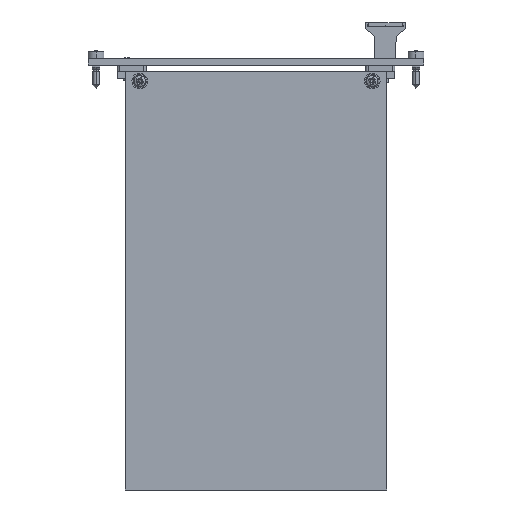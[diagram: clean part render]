
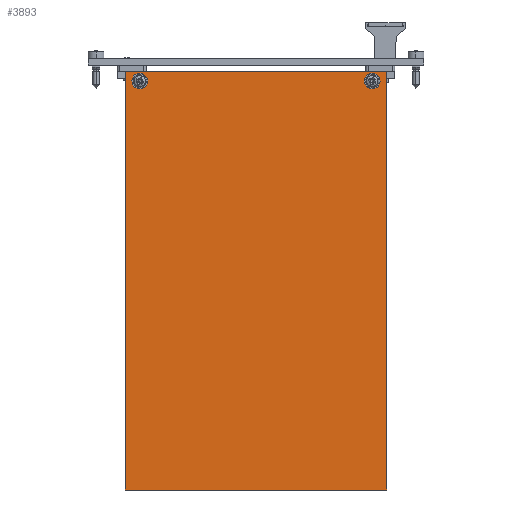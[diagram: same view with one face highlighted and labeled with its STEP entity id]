
A CAD part, left-side view. The second image highlights one B-rep face of the part: STEP entity #3893.
In plain terms, the highlighted planar face has unit normal (-1, 0, 0).
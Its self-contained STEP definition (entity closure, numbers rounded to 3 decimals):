
#3893=ADVANCED_FACE('Fl_che2',(#7833,#7834,#7835),#7836,.F.);
#7833=FACE_OUTER_BOUND('',#11965,.T.);
#7834=FACE_BOUND('',#11966,.T.);
#7835=FACE_BOUND('',#11967,.T.);
#7836=PLANE('',#11968);
#11965=EDGE_LOOP('',(#23730,#23731,#23732,#23733));
#11966=EDGE_LOOP('',(#23734,#23735));
#11967=EDGE_LOOP('',(#23736,#23737));
#11968=AXIS2_PLACEMENT_3D('',#23738,#23739,#23740);
#23730=ORIENTED_EDGE('',*,*,#28474,.F.);
#23731=ORIENTED_EDGE('',*,*,#28479,.F.);
#23732=ORIENTED_EDGE('',*,*,#28483,.F.);
#23733=ORIENTED_EDGE('',*,*,#28486,.F.);
#23734=ORIENTED_EDGE('',*,*,#28488,.T.);
#23735=ORIENTED_EDGE('',*,*,#28462,.T.);
#23736=ORIENTED_EDGE('',*,*,#28489,.T.);
#23737=ORIENTED_EDGE('',*,*,#28467,.T.);
#23738=CARTESIAN_POINT('',(-5.15,11.2,-162.53));
#23739=DIRECTION('',(1.0,0.0,0.0));
#23740=DIRECTION('',(0.0,1.0,0.0));
#28462=EDGE_CURVE('Kante1',#35312,#35313,#35314,.T.);
#28467=EDGE_CURVE('NONE',#35321,#35322,#35323,.T.);
#28474=EDGE_CURVE('Kante6',#35333,#35335,#35336,.T.);
#28479=EDGE_CURVE('NONE',#35341,#35333,#35343,.T.);
#28483=EDGE_CURVE('NONE',#35347,#35341,#35349,.T.);
#28486=EDGE_CURVE('NONE',#35335,#35347,#35352,.T.);
#28488=EDGE_CURVE('Kante1',#35313,#35312,#35354,.T.);
#28489=EDGE_CURVE('NONE',#35322,#35321,#35355,.T.);
#35312=VERTEX_POINT('NONE',#49458);
#35313=VERTEX_POINT('NONE',#49459);
#35314=CIRCLE('',#49460,1.4);
#35321=VERTEX_POINT('NONE',#49469);
#35322=VERTEX_POINT('NONE',#49470);
#35323=CIRCLE('',#49471,1.4);
#35333=VERTEX_POINT('NONE',#49484);
#35335=VERTEX_POINT('NONE',#49487);
#35336=LINE('',#49488,#49489);
#35341=VERTEX_POINT('NONE',#49496);
#35343=LINE('',#49499,#49500);
#35347=VERTEX_POINT('NONE',#49505);
#35349=LINE('',#49508,#49509);
#35352=LINE('',#49513,#49514);
#35354=CIRCLE('',#49516,1.4);
#35355=CIRCLE('',#49517,1.4);
#49458=CARTESIAN_POINT('',(-5.15,105.65,-4.7));
#49459=CARTESIAN_POINT('',(-5.15,105.65,-7.5));
#49460=AXIS2_PLACEMENT_3D('',#54214,#54215,#54216);
#49469=CARTESIAN_POINT('',(-5.15,16.75,-4.7));
#49470=CARTESIAN_POINT('',(-5.15,16.75,-7.5));
#49471=AXIS2_PLACEMENT_3D('',#54222,#54223,#54224);
#49484=CARTESIAN_POINT('',(-5.15,11.2,-162.53));
#49487=CARTESIAN_POINT('',(-5.15,111.2,-162.53));
#49488=CARTESIAN_POINT('',(-5.15,111.2,-162.53));
#49489=VECTOR('',#54232,1000.0);
#49496=CARTESIAN_POINT('',(-5.15,11.2,-2.53));
#49499=CARTESIAN_POINT('',(-5.15,11.2,-2.53));
#49500=VECTOR('',#54236,1000.0);
#49505=CARTESIAN_POINT('',(-5.15,111.2,-2.53));
#49508=CARTESIAN_POINT('',(-5.15,111.2,-2.53));
#49509=VECTOR('',#54239,1000.0);
#49513=CARTESIAN_POINT('',(-5.15,111.2,-2.53));
#49514=VECTOR('',#54241,1000.0);
#49516=AXIS2_PLACEMENT_3D('',#54242,#54243,#54244);
#49517=AXIS2_PLACEMENT_3D('',#54245,#54246,#54247);
#54214=CARTESIAN_POINT('',(-5.15,105.65,-6.1));
#54215=DIRECTION('',(1.0,0.0,0.0));
#54216=DIRECTION('',(0.0,0.0,-1.0));
#54222=CARTESIAN_POINT('',(-5.15,16.75,-6.1));
#54223=DIRECTION('',(1.0,0.0,0.0));
#54224=DIRECTION('',(0.0,0.0,-1.0));
#54232=DIRECTION('',(0.0,1.0,0.0));
#54236=DIRECTION('',(0.0,0.0,-1.0));
#54239=DIRECTION('',(0.0,-1.0,0.));
#54241=DIRECTION('',(0.0,0.0,1.0));
#54242=CARTESIAN_POINT('',(-5.15,105.65,-6.1));
#54243=DIRECTION('',(1.0,0.0,0.0));
#54244=DIRECTION('',(0.0,0.0,-1.0));
#54245=CARTESIAN_POINT('',(-5.15,16.75,-6.1));
#54246=DIRECTION('',(1.0,0.0,0.0));
#54247=DIRECTION('',(0.0,0.0,-1.0));
